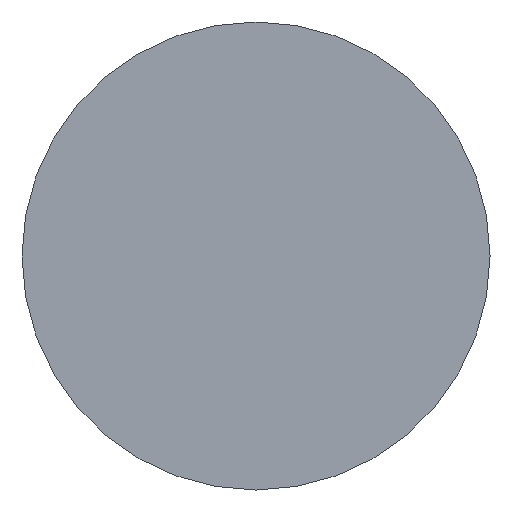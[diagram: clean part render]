
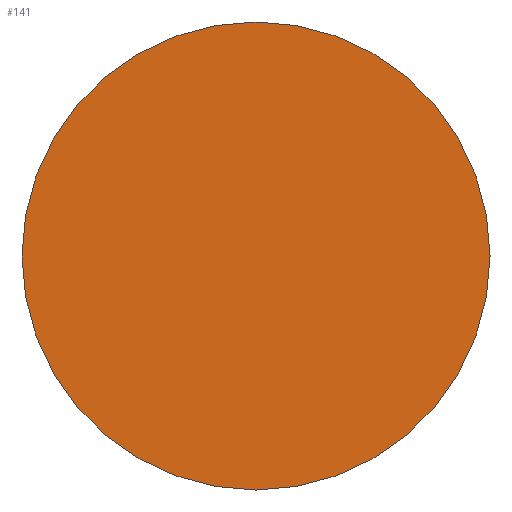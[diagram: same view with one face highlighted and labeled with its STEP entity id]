
A CAD part, front view. The second image highlights one B-rep face of the part: STEP entity #141.
In plain terms, the highlighted planar face has unit normal (0, -1, 0).
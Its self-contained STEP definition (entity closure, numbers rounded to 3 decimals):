
#125=EDGE_CURVE('',#167,#159,#301,.T.);
#141=ADVANCED_FACE('',(#319),#320,.T.);
#159=VERTEX_POINT('',#338);
#167=VERTEX_POINT('',#346);
#265=EDGE_CURVE('',#159,#167,#462,.T.);
#301=CIRCLE('',#496,15.0);
#319=FACE_OUTER_BOUND('',#521,.T.);
#320=PLANE('',#522);
#338=CARTESIAN_POINT('',(-15.0,-20.0,0.));
#346=CARTESIAN_POINT('',(15.0,-20.0,0.));
#462=CIRCLE('',#699,15.0);
#496=AXIS2_PLACEMENT_3D('',#713,#714,#715);
#521=EDGE_LOOP('',(#744,#745));
#522=AXIS2_PLACEMENT_3D('',#746,#747,#748);
#699=AXIS2_PLACEMENT_3D('',#920,#921,#922);
#713=CARTESIAN_POINT('',(0.0,-20.0,0.));
#714=DIRECTION('',(0.0,-1.0,0.));
#715=DIRECTION('',(1.0,0.0,0.0));
#744=ORIENTED_EDGE('',*,*,#125,.T.);
#745=ORIENTED_EDGE('',*,*,#265,.T.);
#746=CARTESIAN_POINT('',(0.0,-20.0,0.));
#747=DIRECTION('',(0.0,-1.0,0.));
#748=DIRECTION('',(1.0,0.0,0.0));
#920=CARTESIAN_POINT('',(0.0,-20.0,0.));
#921=DIRECTION('',(0.0,-1.0,0.));
#922=DIRECTION('',(1.0,0.0,0.0));
